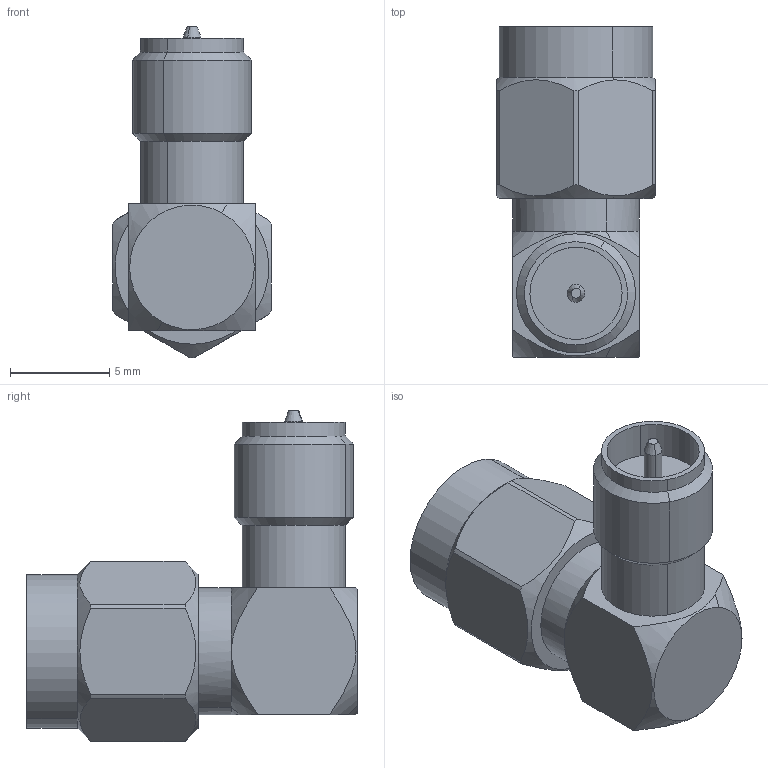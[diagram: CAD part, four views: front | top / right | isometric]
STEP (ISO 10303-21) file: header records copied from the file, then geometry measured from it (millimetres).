
FILE_DESCRIPTION(('CATIA V5 STEP Exchange'),'2;1');
FILE_NAME('RP-SMA FEMALE TO 90DEG MALE.stp','2015-01-11T01:00:08+00:00',('none'),('none'),'CATIA Version 5 Release 20 GA (IN-10)','CATIA V5 STEP AP214','none');
FILE_SCHEMA(('AUTOMOTIVE_DESIGN { 1 0 10303 214 1 1 1 1 }'));
Length unit declared in the file: millimetre
Products named in the file (1): RP-SMA FEMALE TO 90DEG MALE
Bounding box: 8 x 16.65 x 16.7 mm (x, y, z)
Volume: 851.7 mm3; surface area: 768.7 mm2
Topology: 1 solids, 1 shells, 62 faces, 142 edges, 88 vertices
Faces by surface type: cylinder 24, cone 20, plane 18
Entity records: 1854 total; most frequent: CARTESIAN_POINT 598, ORIENTED_EDGE 284, DIRECTION 179, EDGE_CURVE 142, AXIS2_PLACEMENT_3D 94, VERTEX_POINT 88, EDGE_LOOP 68, ADVANCED_FACE 62
